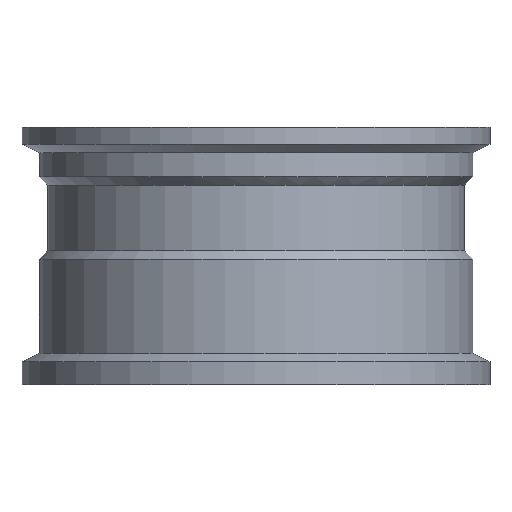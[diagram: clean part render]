
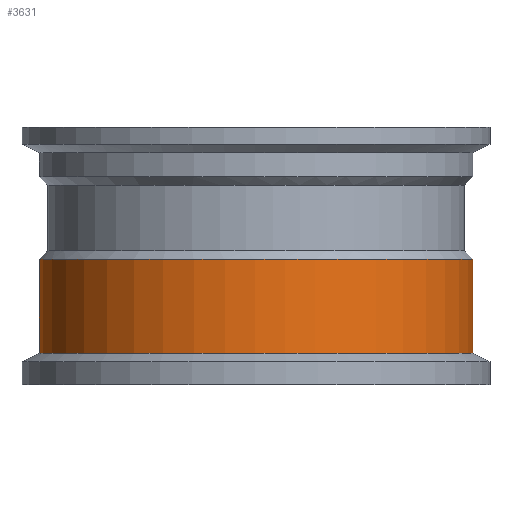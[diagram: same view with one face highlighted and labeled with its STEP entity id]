
A CAD part, front view. The second image highlights one B-rep face of the part: STEP entity #3631.
In plain terms, the highlighted free-form (B-spline) face has degree [2, 1] with [9, 2] control points.
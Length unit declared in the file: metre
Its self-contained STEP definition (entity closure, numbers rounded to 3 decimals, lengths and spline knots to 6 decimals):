
#32 = CARTESIAN_POINT('NONE', (6.12902, 0., -2.768651));
#33 = VERTEX_POINT('NONE', #32);
#34 = CARTESIAN_POINT('NONE', (6.12902, 0., -0.114351));
#35 = VERTEX_POINT('NONE', #34);
#502 = CARTESIAN_POINT('NONE', (6.12902, 0., -2.768651));
#503 = CARTESIAN_POINT('NONE', (6.12902, 6.12902, -2.768651));
#504 = CARTESIAN_POINT('NONE', (0., 6.12902, -2.768651));
#505 = CARTESIAN_POINT('NONE', (-6.12902, 6.12902, -2.768651));
#506 = CARTESIAN_POINT('NONE', (-6.12902, 0., -2.768651));
#507 = CARTESIAN_POINT('NONE', (-6.12902, -6.12902, -2.768651));
#508 = CARTESIAN_POINT('NONE', (0., -6.12902, -2.768651));
#509 = CARTESIAN_POINT('NONE', (6.12902, -6.12902, -2.768651));
#510 = CARTESIAN_POINT('NONE', (6.12902, 0., -2.768651));
#511 = (
  BOUNDED_CURVE()
  B_SPLINE_CURVE(2, (#502, #503, #504, #505, #506, #507, #508, #509, #510), .UNSPECIFIED., .F., .F.)
  B_SPLINE_CURVE_WITH_KNOTS((3, 2, 2, 2, 3), (-6.283185, -4.712389, -3.141593, -1.570796, -0), .UNSPECIFIED.)
  CURVE()
  GEOMETRIC_REPRESENTATION_ITEM()
  RATIONAL_B_SPLINE_CURVE((1, 0.707, 1, 0.707, 1, 0.707, 1, 0.707, 1))
  REPRESENTATION_ITEM('NONE')
);
#512 = DIRECTION('NONE', (0, 0, 1));
#513 = VECTOR('NONE', #512, 1);
#514 = CARTESIAN_POINT('NONE', (6.12902, 0, -2.768651));
#515 = LINE('NONE', #514, #513);
#516 = CARTESIAN_POINT('NONE', (6.12902, 0., -0.114351));
#517 = CARTESIAN_POINT('NONE', (6.12902, 6.12902, -0.114351));
#518 = CARTESIAN_POINT('NONE', (0., 6.12902, -0.114351));
#519 = CARTESIAN_POINT('NONE', (-6.12902, 6.12902, -0.114351));
#520 = CARTESIAN_POINT('NONE', (-6.12902, 0., -0.114351));
#521 = CARTESIAN_POINT('NONE', (-6.12902, -6.12902, -0.114351));
#522 = CARTESIAN_POINT('NONE', (0., -6.12902, -0.114351));
#523 = CARTESIAN_POINT('NONE', (6.12902, -6.12902, -0.114351));
#524 = CARTESIAN_POINT('NONE', (6.12902, 0., -0.114351));
#525 = (
  BOUNDED_CURVE()
  B_SPLINE_CURVE(2, (#516, #517, #518, #519, #520, #521, #522, #523, #524), .UNSPECIFIED., .F., .F.)
  B_SPLINE_CURVE_WITH_KNOTS((3, 2, 2, 2, 3), (-6.283185, -4.712389, -3.141593, -1.570796, -0), .UNSPECIFIED.)
  CURVE()
  GEOMETRIC_REPRESENTATION_ITEM()
  RATIONAL_B_SPLINE_CURVE((1, 0.707, 1, 0.707, 1, 0.707, 1, 0.707, 1))
  REPRESENTATION_ITEM('NONE')
);
#1645 = EDGE_CURVE('NONE', #33, #33, #511, .T.);
#1646 = EDGE_CURVE('NONE', #33, #35, #515, .T.);
#1647 = EDGE_CURVE('NONE', #35, #35, #525, .T.);
#1928 = ORIENTED_EDGE('NONE', *, *, #1645, .F.);
#1929 = ORIENTED_EDGE('NONE', *, *, #1646, .T.);
#1930 = ORIENTED_EDGE('NONE', *, *, #1647, .T.);
#1931 = ORIENTED_EDGE('NONE', *, *, #1646, .F.);
#1932 = EDGE_LOOP('NONE', (#1928, #1929, #1930, #1931));
#2720 = CARTESIAN_POINT('NONE', (6.12902, 0, -2.768651));
#2721 = CARTESIAN_POINT('NONE', (6.12902, 0, -0.114351));
#2722 = CARTESIAN_POINT('NONE', (6.12902, -6.12902, -2.768651));
#2723 = CARTESIAN_POINT('NONE', (6.12902, -6.12902, -0.114351));
#2724 = CARTESIAN_POINT('NONE', (0., -6.12902, -2.768651));
#2725 = CARTESIAN_POINT('NONE', (0., -6.12902, -0.114351));
#2726 = CARTESIAN_POINT('NONE', (-6.12902, -6.12902, -2.768651));
#2727 = CARTESIAN_POINT('NONE', (-6.12902, -6.12902, -0.114351));
#2728 = CARTESIAN_POINT('NONE', (-6.12902, 0., -2.768651));
#2729 = CARTESIAN_POINT('NONE', (-6.12902, 0., -0.114351));
#2730 = CARTESIAN_POINT('NONE', (-6.12902, 6.12902, -2.768651));
#2731 = CARTESIAN_POINT('NONE', (-6.12902, 6.12902, -0.114351));
#2732 = CARTESIAN_POINT('NONE', (0., 6.12902, -2.768651));
#2733 = CARTESIAN_POINT('NONE', (0., 6.12902, -0.114351));
#2734 = CARTESIAN_POINT('NONE', (6.12902, 6.12902, -2.768651));
#2735 = CARTESIAN_POINT('NONE', (6.12902, 6.12902, -0.114351));
#2736 = CARTESIAN_POINT('NONE', (6.12902, 0, -2.768651));
#2737 = CARTESIAN_POINT('NONE', (6.12902, 0, -0.114351));
#2738 = (
  BOUNDED_SURFACE()
  B_SPLINE_SURFACE(2, 1, ((#2720, #2721), (#2722, #2723), (#2724, #2725), (#2726, #2727), (#2728, #2729), (#2730, #2731), (#2732, #2733), (#2734, #2735), (#2736, #2737)), .UNSPECIFIED., .F., .F., .F.)
  B_SPLINE_SURFACE_WITH_KNOTS((3, 2, 2, 2, 3), (2, 2), (0, 1.570796, 3.141593, 4.712389, 6.283185), (0, 2654.3), .UNSPECIFIED.)
  GEOMETRIC_REPRESENTATION_ITEM()
  RATIONAL_B_SPLINE_SURFACE(((1, 1), (0.707, 0.707), (1, 1), (0.707, 0.707), (1, 1), (0.707, 0.707), (1, 1), (0.707, 0.707), (1, 1)))
  REPRESENTATION_ITEM('NONE')
  SURFACE()
);
#3630 = FACE_OUTER_BOUND('NONE', #1932, .F.);
#3631 = ADVANCED_FACE('NONE', (#3630), #2738, .F.);
